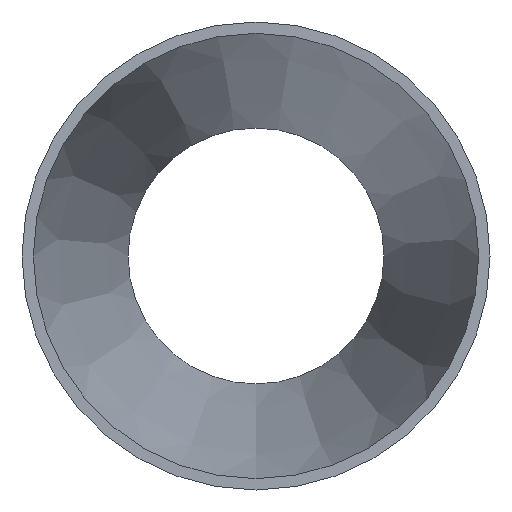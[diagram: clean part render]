
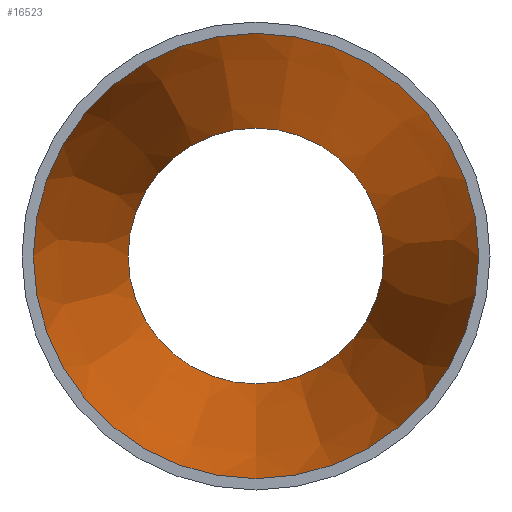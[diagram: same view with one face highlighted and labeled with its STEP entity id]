
A CAD part, front view. The second image highlights one B-rep face of the part: STEP entity #16523.
In plain terms, the highlighted conical face has half-angle 10.697 degrees and reference radius 39.965 mm.
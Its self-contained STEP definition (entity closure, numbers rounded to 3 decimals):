
#1095 = DIRECTION ( 'NONE',  ( 0., -1., 0. ) ) ;
#1179 = VERTEX_POINT ( 'NONE', #1465 ) ;
#1465 = CARTESIAN_POINT ( 'NONE',  ( 0., 90., -22.965 ) ) ;
#2229 = FACE_OUTER_BOUND ( 'NONE', #22997, .T. ) ;
#3276 = EDGE_LOOP ( 'NONE', ( #24975 ) ) ;
#9640 = ORIENTED_EDGE ( 'NONE', *, *, #14307, .T. ) ;
#9833 = DIRECTION ( 'NONE',  ( 0., 0., -1. ) ) ;
#10205 = VERTEX_POINT ( 'NONE', #16681 ) ;
#10734 = CIRCLE ( 'NONE', #15801, 22.965 ) ;
#11221 = FACE_BOUND ( 'NONE', #3276, .T. ) ;
#12325 = EDGE_CURVE ( 'NONE', #1179, #1179, #10734, .T. ) ;
#13239 = DIRECTION ( 'NONE',  ( 0., 0., -1. ) ) ;
#13241 = DIRECTION ( 'NONE',  ( 0., 0., -1. ) ) ;
#13528 = AXIS2_PLACEMENT_3D ( 'NONE', #17487, #1095, #9833 ) ;
#14307 = EDGE_CURVE ( 'NONE', #10205, #10205, #14929, .T. ) ;
#14929 = CIRCLE ( 'NONE', #13528, 39.965 ) ;
#15418 = CARTESIAN_POINT ( 'NONE',  ( 0., 0., 0. ) ) ;
#15801 = AXIS2_PLACEMENT_3D ( 'NONE', #23718, #28031, #13239 ) ;
#16523 = ADVANCED_FACE ( 'NONE', ( #11221, #2229 ), #25677, .F. ) ;
#16681 = CARTESIAN_POINT ( 'NONE',  ( 0., 0., -39.965 ) ) ;
#17487 = CARTESIAN_POINT ( 'NONE',  ( 0., 0., 0. ) ) ;
#22104 = AXIS2_PLACEMENT_3D ( 'NONE', #15418, #26144, #13241 ) ;
#22997 = EDGE_LOOP ( 'NONE', ( #9640 ) ) ;
#23718 = CARTESIAN_POINT ( 'NONE',  ( 0., 90., 0. ) ) ;
#24975 = ORIENTED_EDGE ( 'NONE', *, *, #12325, .F. ) ;
#25677 = CONICAL_SURFACE ( 'NONE', #22104, 39.965, 0.187 ) ;
#26144 = DIRECTION ( 'NONE',  ( 0., -1., 0. ) ) ;
#28031 = DIRECTION ( 'NONE',  ( 0., -1., 0. ) ) ;
